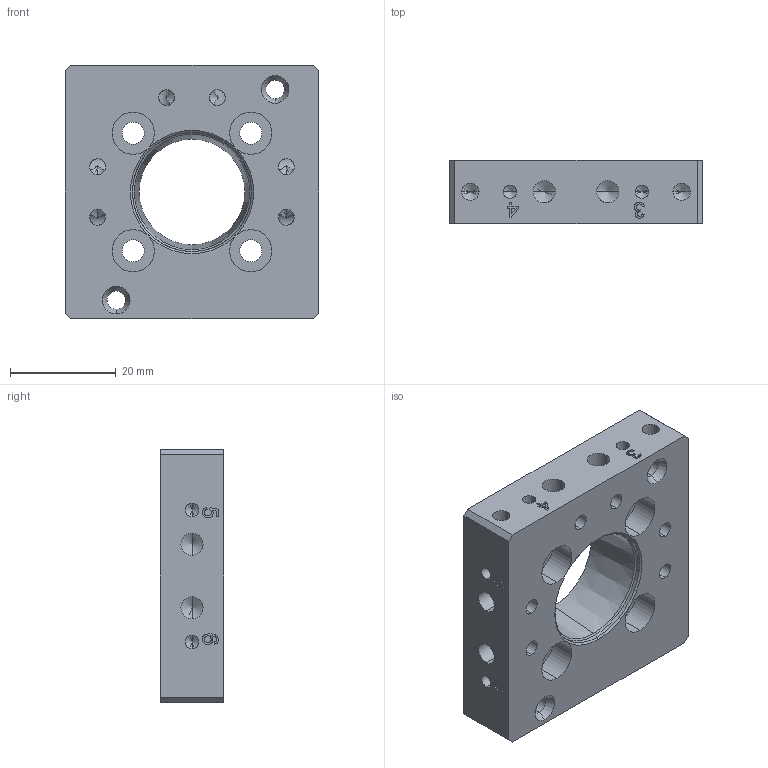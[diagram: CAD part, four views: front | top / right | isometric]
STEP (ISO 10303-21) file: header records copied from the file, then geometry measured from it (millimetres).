
FILE_DESCRIPTION (( 'STEP AP203' ), '1' );
FILE_NAME ('P1002.STEP', '2020-06-09T08:35:10', ( '' ), ( '' ), 'SwSTEP 2.0', 'SolidWorks 2019', '' );
FILE_SCHEMA (( 'CONFIG_CONTROL_DESIGN' ));
Length unit declared in the file: millimetre
Products named in the file (1): P1002
Bounding box: 48 x 12 x 48 mm (x, y, z)
Volume: 20136.7 mm3; surface area: 9720.7 mm2
Topology: 1 solids, 1 shells, 239 faces, 651 edges, 394 vertices
Faces by surface type: cylinder 72, cone 60, plane 58, bspline 49
Entity records: 10196 total; most frequent: CARTESIAN_POINT 4570, ORIENTED_EDGE 1214, DIRECTION 1007, EDGE_CURVE 607, VERTEX_POINT 394, AXIS2_PLACEMENT_3D 347, VECTOR 313, LINE 313
